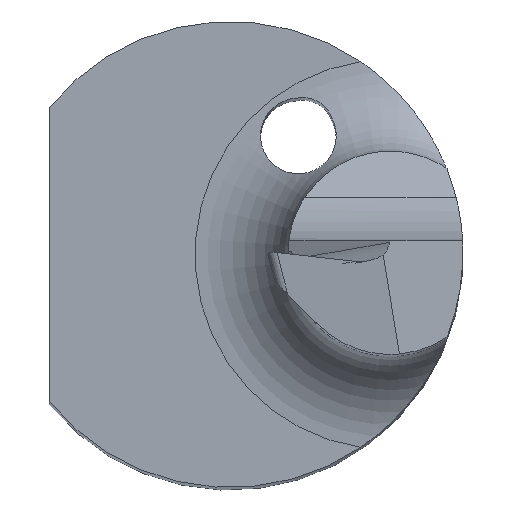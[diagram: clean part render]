
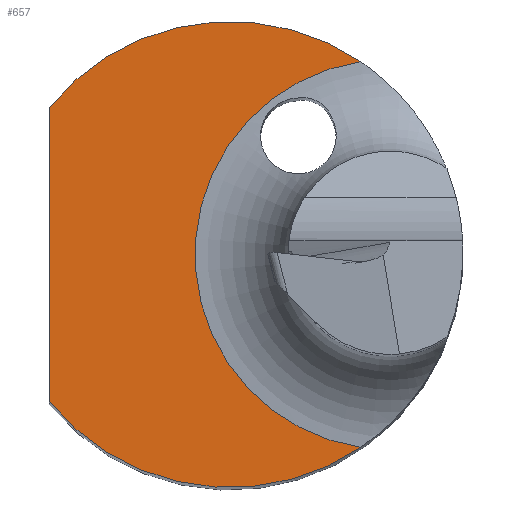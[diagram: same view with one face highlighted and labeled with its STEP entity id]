
A CAD part, top view. The second image highlights one B-rep face of the part: STEP entity #657.
In plain terms, the highlighted planar face has unit normal (0, 0, 1).
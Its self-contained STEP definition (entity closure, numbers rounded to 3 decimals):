
#2 = VECTOR ( 'NONE', #739, 1000. ) ;
#3 = VERTEX_POINT ( 'NONE', #722 ) ;
#46 = CARTESIAN_POINT ( 'NONE',  ( 1.375, 0., 13.749 ) ) ;
#47 = EDGE_LOOP ( 'NONE', ( #204, #257, #337, #306 ) ) ;
#77 = CARTESIAN_POINT ( 'NONE',  ( 0., 0., 13.749 ) ) ;
#122 = CARTESIAN_POINT ( 'NONE',  ( -1.55, -1.264, 13.749 ) ) ;
#179 = DIRECTION ( 'NONE',  ( 1., 0., 0. ) ) ;
#196 = AXIS2_PLACEMENT_3D ( 'NONE', #678, #605, #756 ) ;
#204 = ORIENTED_EDGE ( 'NONE', *, *, #750, .T. ) ;
#257 = ORIENTED_EDGE ( 'NONE', *, *, #804, .T. ) ;
#285 = DIRECTION ( 'NONE',  ( 1., 0., 0. ) ) ;
#298 = DIRECTION ( 'NONE',  ( 0., 0., 1. ) ) ;
#305 = CARTESIAN_POINT ( 'NONE',  ( 1.122, -1.656, 13.749 ) ) ;
#306 = ORIENTED_EDGE ( 'NONE', *, *, #723, .F. ) ;
#335 = CARTESIAN_POINT ( 'NONE',  ( 1.375, 0., 13.749 ) ) ;
#337 = ORIENTED_EDGE ( 'NONE', *, *, #510, .T. ) ;
#347 = FACE_OUTER_BOUND ( 'NONE', #47, .T. ) ;
#379 = VERTEX_POINT ( 'NONE', #122 ) ;
#394 = AXIS2_PLACEMENT_3D ( 'NONE', #77, #298, #285 ) ;
#407 = PLANE ( 'NONE',  #689 ) ;
#498 = CIRCLE ( 'NONE', #394, 2. ) ;
#510 = EDGE_CURVE ( 'NONE', #379, #559, #540, .T. ) ;
#514 = AXIS2_PLACEMENT_3D ( 'NONE', #335, #924, #705 ) ;
#521 = CARTESIAN_POINT ( 'NONE',  ( -1.55, -2., 13.749 ) ) ;
#540 = CIRCLE ( 'NONE', #196, 2. ) ;
#559 = VERTEX_POINT ( 'NONE', #305 ) ;
#574 = CIRCLE ( 'NONE', #514, 1.675 ) ;
#593 = CARTESIAN_POINT ( 'NONE',  ( -1.55, 1.264, 13.749 ) ) ;
#605 = DIRECTION ( 'NONE',  ( 0., 0., 1. ) ) ;
#657 = ADVANCED_FACE ( 'NONE', ( #347 ), #407, .F. ) ;
#678 = CARTESIAN_POINT ( 'NONE',  ( 0., 0., 13.749 ) ) ;
#689 = AXIS2_PLACEMENT_3D ( 'NONE', #46, #702, #179 ) ;
#702 = DIRECTION ( 'NONE',  ( 0., 0., -1. ) ) ;
#705 = DIRECTION ( 'NONE',  ( 1., 0., 0. ) ) ;
#722 = CARTESIAN_POINT ( 'NONE',  ( 1.122, 1.656, 13.749 ) ) ;
#723 = EDGE_CURVE ( 'NONE', #3, #559, #574, .T. ) ;
#734 = LINE ( 'NONE', #521, #2 ) ;
#739 = DIRECTION ( 'NONE',  ( 0., -1., 0. ) ) ;
#750 = EDGE_CURVE ( 'NONE', #3, #771, #498, .T. ) ;
#756 = DIRECTION ( 'NONE',  ( 1., 0., 0. ) ) ;
#771 = VERTEX_POINT ( 'NONE', #593 ) ;
#804 = EDGE_CURVE ( 'NONE', #771, #379, #734, .T. ) ;
#924 = DIRECTION ( 'NONE',  ( 0., 0., 1. ) ) ;
